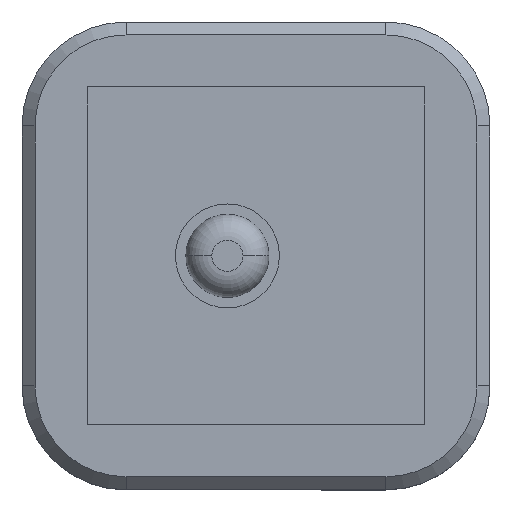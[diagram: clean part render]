
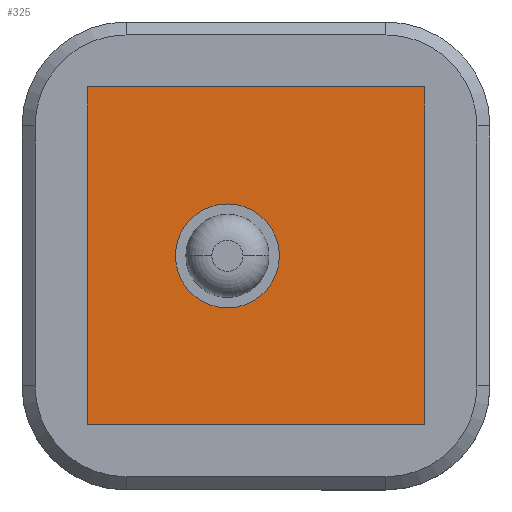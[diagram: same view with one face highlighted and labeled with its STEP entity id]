
A CAD part, top view. The second image highlights one B-rep face of the part: STEP entity #325.
In plain terms, the highlighted planar face has unit normal (0, 0, 1).
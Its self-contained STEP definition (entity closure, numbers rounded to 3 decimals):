
#24 = VECTOR ( 'NONE', #845, 1000. ) ;
#35 = CARTESIAN_POINT ( 'NONE',  ( -6.5, -6.5, 4.05 ) ) ;
#50 = VECTOR ( 'NONE', #209, 1000. ) ;
#69 = DIRECTION ( 'NONE',  ( 0., 0., -1. ) ) ;
#71 = CARTESIAN_POINT ( 'NONE',  ( 6.5, -6.5, 4.05 ) ) ;
#86 = VERTEX_POINT ( 'NONE', #737 ) ;
#88 = CARTESIAN_POINT ( 'NONE',  ( -6.5, 10., 4.05 ) ) ;
#193 = AXIS2_PLACEMENT_3D ( 'NONE', #588, #69, #516 ) ;
#209 = DIRECTION ( 'NONE',  ( 0., 1., 0. ) ) ;
#210 = FACE_BOUND ( 'NONE', #379, .T. ) ;
#273 = VERTEX_POINT ( 'NONE', #570 ) ;
#318 = VECTOR ( 'NONE', #633, 1000. ) ;
#319 = AXIS2_PLACEMENT_3D ( 'NONE', #361, #708, #893 ) ;
#325 = ADVANCED_FACE ( 'NONE', ( #660, #210 ), #1008, .F. ) ;
#326 = VERTEX_POINT ( 'NONE', #71 ) ;
#348 = LINE ( 'NONE', #88, #318 ) ;
#361 = CARTESIAN_POINT ( 'NONE',  ( -1.1, 0., 4.05 ) ) ;
#379 = EDGE_LOOP ( 'NONE', ( #458, #745 ) ) ;
#458 = ORIENTED_EDGE ( 'NONE', *, *, #732, .F. ) ;
#516 = DIRECTION ( 'NONE',  ( -1., 0., 0. ) ) ;
#520 = EDGE_LOOP ( 'NONE', ( #1102, #639, #610, #657 ) ) ;
#521 = CARTESIAN_POINT ( 'NONE',  ( -3.1, 0., 4.05 ) ) ;
#522 = LINE ( 'NONE', #605, #24 ) ;
#530 = CIRCLE ( 'NONE', #319, 2. ) ;
#531 = EDGE_CURVE ( 'NONE', #1004, #814, #538, .T. ) ;
#538 = CIRCLE ( 'NONE', #778, 2. ) ;
#553 = LINE ( 'NONE', #1089, #984 ) ;
#570 = CARTESIAN_POINT ( 'NONE',  ( 6.5, 6.5, 4.05 ) ) ;
#588 = CARTESIAN_POINT ( 'NONE',  ( 10., -10., 4.05 ) ) ;
#605 = CARTESIAN_POINT ( 'NONE',  ( 10., -6.5, 4.05 ) ) ;
#610 = ORIENTED_EDGE ( 'NONE', *, *, #1022, .T. ) ;
#633 = DIRECTION ( 'NONE',  ( 0., -1., 0. ) ) ;
#639 = ORIENTED_EDGE ( 'NONE', *, *, #1131, .T. ) ;
#657 = ORIENTED_EDGE ( 'NONE', *, *, #704, .T. ) ;
#660 = FACE_OUTER_BOUND ( 'NONE', #520, .T. ) ;
#669 = CARTESIAN_POINT ( 'NONE',  ( 0.9, 0., 4.05 ) ) ;
#680 = VERTEX_POINT ( 'NONE', #35 ) ;
#704 = EDGE_CURVE ( 'NONE', #326, #273, #906, .T. ) ;
#708 = DIRECTION ( 'NONE',  ( 0., 0., 1. ) ) ;
#732 = EDGE_CURVE ( 'NONE', #814, #1004, #530, .T. ) ;
#737 = CARTESIAN_POINT ( 'NONE',  ( -6.5, 6.5, 4.05 ) ) ;
#745 = ORIENTED_EDGE ( 'NONE', *, *, #531, .F. ) ;
#778 = AXIS2_PLACEMENT_3D ( 'NONE', #804, #1055, #880 ) ;
#804 = CARTESIAN_POINT ( 'NONE',  ( -1.1, 0., 4.05 ) ) ;
#814 = VERTEX_POINT ( 'NONE', #521 ) ;
#845 = DIRECTION ( 'NONE',  ( 1., 0., 0. ) ) ;
#857 = EDGE_CURVE ( 'NONE', #273, #86, #553, .T. ) ;
#880 = DIRECTION ( 'NONE',  ( -1., 0., 0. ) ) ;
#890 = DIRECTION ( 'NONE',  ( -1., 0., 0. ) ) ;
#893 = DIRECTION ( 'NONE',  ( -1., 0., 0. ) ) ;
#906 = LINE ( 'NONE', #999, #50 ) ;
#984 = VECTOR ( 'NONE', #890, 1000. ) ;
#999 = CARTESIAN_POINT ( 'NONE',  ( 6.5, 10., 4.05 ) ) ;
#1004 = VERTEX_POINT ( 'NONE', #669 ) ;
#1008 = PLANE ( 'NONE',  #193 ) ;
#1022 = EDGE_CURVE ( 'NONE', #680, #326, #522, .T. ) ;
#1055 = DIRECTION ( 'NONE',  ( 0., 0., 1. ) ) ;
#1089 = CARTESIAN_POINT ( 'NONE',  ( 10., 6.5, 4.05 ) ) ;
#1102 = ORIENTED_EDGE ( 'NONE', *, *, #857, .T. ) ;
#1131 = EDGE_CURVE ( 'NONE', #86, #680, #348, .T. ) ;
